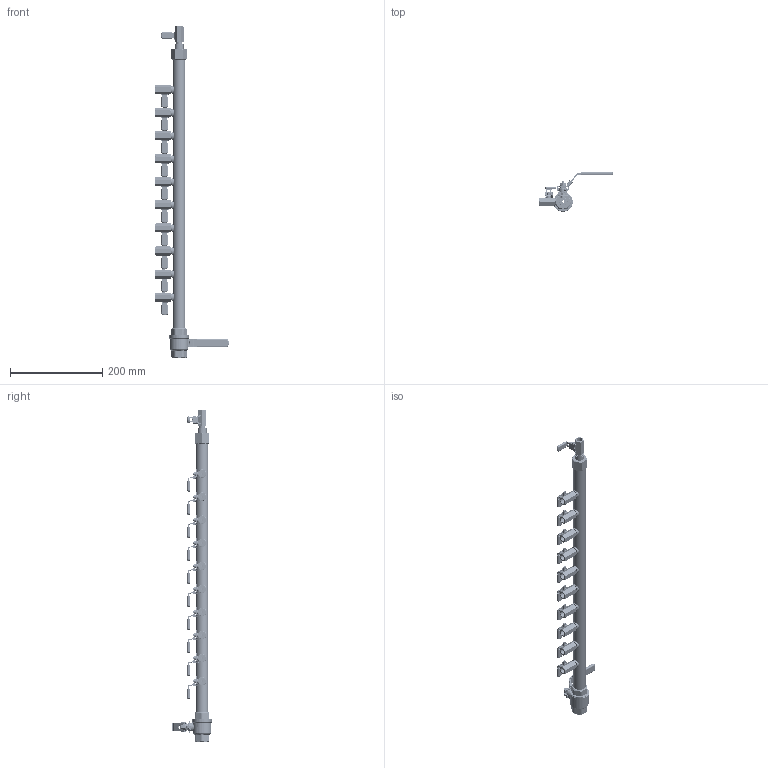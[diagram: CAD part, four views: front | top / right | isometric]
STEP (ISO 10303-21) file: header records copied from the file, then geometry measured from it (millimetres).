
FILE_DESCRIPTION (( 'STEP AP214' ), '1' );
FILE_NAME ('AH34RP10SL-14RC2L AH34 Series 10 Way Single Sided Stainless Steel Instrument Air Manifold.STEP', '2020-03-01T21:22:09', ( '' ), ( '' ), 'SwSTEP 2.0', 'SolidWorks 2020', '' );
FILE_SCHEMA (( 'AUTOMOTIVE_DESIGN' ));
Length unit declared in the file: millimetre
Products named in the file (34): m5 Nut; D1T-HL red sleeve_D1T-HL Closed; White letter colouring block; STEM; AH34RP10SL-14RC2L AH34 Series 10 Way Single Sided Stainless Steel Instrument Air Manifold; SLIDE_LOCK; AH34RP10SL-14RC2L AH34 Series RH 10 Way Single Sided Manifold; A2TL-HL Body; Lever; Manifold Adaptor; 8mm SS Lock Washer; Lever A2TL-HL; D1T-HL Handle Cover; 5mm SS Washer; A2TL-HL Handle Cover; F-CAP; 5mm SS Lock Washer; BACK_P; A2TL-HL Valve_A2TL-HL Closed; D1T-HL Valve Body; m8 Nut; SLIDE_LOCK-A2TL-HL; 5mm Nylon Washer; m8 Thin Nut
Assembly tree (164 placements, depth 3):
  AH34RP10SL-14RC2L AH34 Series 10 Way Single Sided Stainless Steel Instrument Air Manifold
    AH34RP10SL-14RC2L AH34 Series RH 10 Way Single Sided Manifold
    Manifold Adaptor
    D1T-HL red sleeve_D1T-HL Closed
      D1T-HL Valve Body
      STEM
      BACK_P
      F-CAP
      SLIDE_LOCK
      Lever
      5mm Nylon Washer
      5mm SS Washer  x2
      5mm SS Lock Washer
      m5 Nut
      D1T-HL Handle Cover
      White letter colouring block
    D1T-HL red sleeve_D1T-HL Closed
      D1T-HL Valve Body
      STEM
      BACK_P
      F-CAP
      SLIDE_LOCK
      Lever
      5mm Nylon Washer
      5mm SS Washer  x2
      5mm SS Lock Washer
      m5 Nut
      D1T-HL Handle Cover
      White letter colouring block
    D1T-HL red sleeve_D1T-HL Closed
      D1T-HL Valve Body
      STEM
      BACK_P
      F-CAP
      SLIDE_LOCK
      Lever
      5mm Nylon Washer
      5mm SS Washer  x2
      5mm SS Lock Washer
      m5 Nut
      D1T-HL Handle Cover
      White letter colouring block
    D1T-HL red sleeve_D1T-HL Closed
      D1T-HL Valve Body
      STEM
      BACK_P
      F-CAP
      SLIDE_LOCK
      Lever
      5mm Nylon Washer
      5mm SS Washer  x2
      5mm SS Lock Washer
      m5 Nut
      D1T-HL Handle Cover
      White letter colouring block
    D1T-HL red sleeve_D1T-HL Closed
      D1T-HL Valve Body
      STEM
      BACK_P
      F-CAP
Bounding box: 160.61 x 85.6 x 720 mm (x, y, z)
Volume: 362418.6 mm3; surface area: 255852.1 mm2
Topology: 188 solids, 188 shells, 6598 faces, 16717 edges, 10677 vertices
Faces by surface type: plane 2935, cylinder 1701, bspline 1130, torus 620, cone 196, sphere 16
Entity records: 71782 total; most frequent: CARTESIAN_POINT 33993, ORIENTED_EDGE 7274, DIRECTION 6243, EDGE_CURVE 3637, VERTEX_POINT 2289, AXIS2_PLACEMENT_3D 2266, LINE 1711, VECTOR 1711
